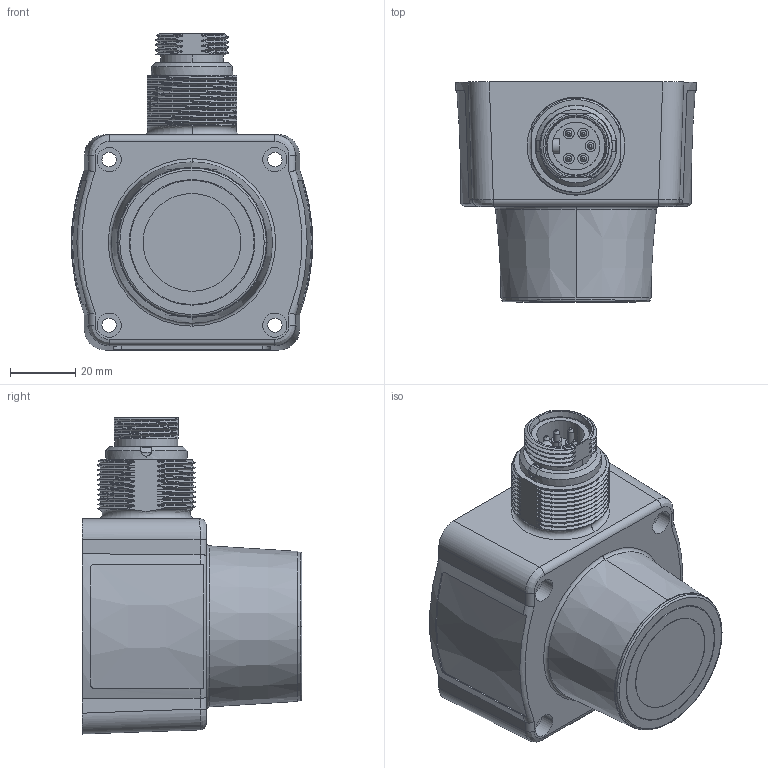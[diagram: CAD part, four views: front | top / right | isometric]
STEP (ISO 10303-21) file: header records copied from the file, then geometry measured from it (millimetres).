
FILE_DESCRIPTION((''),'2;1');
FILE_NAME('159633_SM01_ASM','2023-07-05T08:18:22',('banengservice'),('BANNER ENGINEERING'),'CREO PARAMETRIC BY PTC INC, 2022414','CREO PARAMETRIC BY PTC INC, 2022414','');
FILE_SCHEMA(('CONFIG_CONTROL_DESIGN'));
Length unit declared in the file: millimetre
Products named in the file (2): 159633_EP01; 159633_SM01_ASM
Assembly tree (1 placements, depth 2):
  159633_SM01_ASM
    159633_EP01
Bounding box: 73.88 x 67.4 x 96.9 mm (x, y, z)
Volume: 228792.3 mm3; surface area: 34502.2 mm2
Topology: 1 solids, 1 shells, 707 faces, 1911 edges, 1260 vertices
Faces by surface type: plane 238, cylinder 163, extrusion 155, bspline 106, cone 31, torus 10, sphere 4
Entity records: 33096 total; most frequent: CARTESIAN_POINT 16502, ORIENTED_EDGE 3822, DIRECTION 2647, EDGE_CURVE 1911, VERTEX_POINT 1260, VECTOR 1083, LINE 928, B_SPLINE_CURVE_WITH_KNOTS 805
